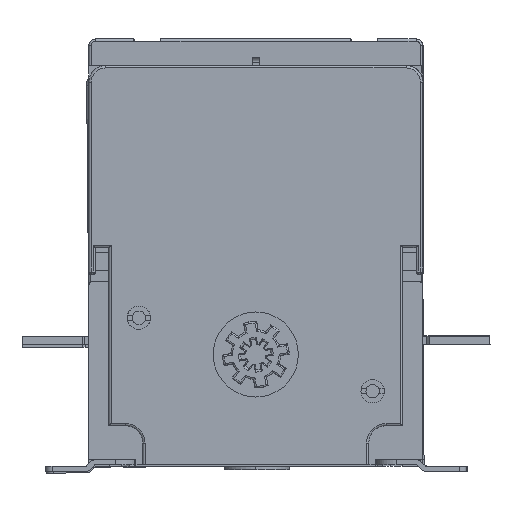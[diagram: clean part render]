
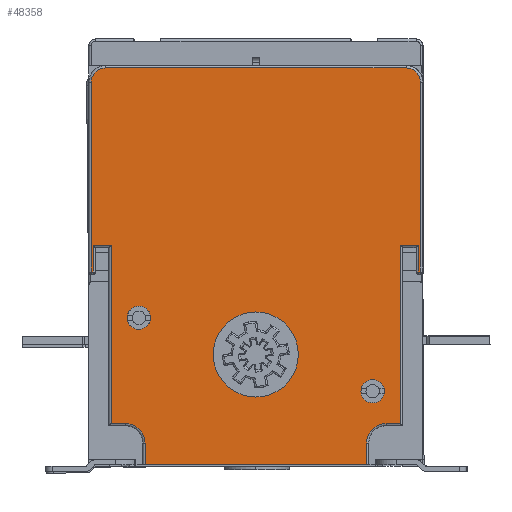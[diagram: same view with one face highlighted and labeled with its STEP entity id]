
A CAD part, front view. The second image highlights one B-rep face of the part: STEP entity #48358.
In plain terms, the highlighted planar face has unit normal (0, -1, 0).
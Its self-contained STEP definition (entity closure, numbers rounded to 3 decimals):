
#1817=DIRECTION('',(0.,0.,-1.));
#1818=VECTOR('',#1817,6.5);
#1819=CARTESIAN_POINT('',(-33.15,-54.,8.));
#1820=LINE('',#1819,#1818);
#1821=CARTESIAN_POINT('',(-39.,-54.,8.));
#1822=DIRECTION('',(0.,1.,0.));
#1823=DIRECTION('',(0.,0.,1.));
#1824=AXIS2_PLACEMENT_3D('',#1821,#1822,#1823);
#1826=DIRECTION('',(1.,0.,0.));
#1827=VECTOR('',#1826,4.3);
#1828=CARTESIAN_POINT('',(-43.3,-54.,13.85));
#1829=LINE('',#1828,#1827);
#1830=DIRECTION('',(0.,0.,1.));
#1831=VECTOR('',#1830,53.35);
#1832=CARTESIAN_POINT('',(-43.3,-54.,13.85));
#1833=LINE('',#1832,#1831);
#1834=DIRECTION('',(1.,0.,0.));
#1835=VECTOR('',#1834,5.4);
#1836=CARTESIAN_POINT('',(-48.7,-54.,67.2));
#1837=LINE('',#1836,#1835);
#1838=DIRECTION('',(0.,0.,1.));
#1839=VECTOR('',#1838,8.);
#1840=CARTESIAN_POINT('',(-48.7,-54.,59.2));
#1841=LINE('',#1840,#1839);
#1842=DIRECTION('',(1.,0.,0.));
#1843=VECTOR('',#1842,0.6);
#1844=CARTESIAN_POINT('',(-49.3,-54.,59.2));
#1845=LINE('',#1844,#1843);
#1846=DIRECTION('',(0.,0.,-1.));
#1847=VECTOR('',#1846,56.8);
#1848=CARTESIAN_POINT('',(-49.3,-54.,116.));
#1849=LINE('',#1848,#1847);
#1850=CARTESIAN_POINT('',(-45.,-54.,116.));
#1851=DIRECTION('',(0.,-1.,0.));
#1852=DIRECTION('',(0.,0.,1.));
#1853=AXIS2_PLACEMENT_3D('',#1850,#1851,#1852);
#1855=DIRECTION('',(-1.,0.,0.));
#1856=VECTOR('',#1855,90.);
#1857=CARTESIAN_POINT('',(45.,-54.,120.3));
#1858=LINE('',#1857,#1856);
#1859=CARTESIAN_POINT('',(45.,-54.,116.));
#1860=DIRECTION('',(0.,-1.,0.));
#1861=DIRECTION('',(1.,0.,0.));
#1862=AXIS2_PLACEMENT_3D('',#1859,#1860,#1861);
#1864=DIRECTION('',(0.,0.,1.));
#1865=VECTOR('',#1864,56.8);
#1866=CARTESIAN_POINT('',(49.3,-54.,59.2));
#1867=LINE('',#1866,#1865);
#1868=DIRECTION('',(1.,0.,0.));
#1869=VECTOR('',#1868,0.6);
#1870=CARTESIAN_POINT('',(48.7,-54.,59.2));
#1871=LINE('',#1870,#1869);
#1872=DIRECTION('',(0.,0.,-1.));
#1873=VECTOR('',#1872,8.);
#1874=CARTESIAN_POINT('',(48.7,-54.,67.2));
#1875=LINE('',#1874,#1873);
#1876=DIRECTION('',(1.,0.,0.));
#1877=VECTOR('',#1876,5.4);
#1878=CARTESIAN_POINT('',(43.3,-54.,67.2));
#1879=LINE('',#1878,#1877);
#1880=DIRECTION('',(0.,0.,-1.));
#1881=VECTOR('',#1880,53.35);
#1882=CARTESIAN_POINT('',(43.3,-54.,67.2));
#1883=LINE('',#1882,#1881);
#1884=DIRECTION('',(1.,0.,0.));
#1885=VECTOR('',#1884,4.3);
#1886=CARTESIAN_POINT('',(39.,-54.,13.85));
#1887=LINE('',#1886,#1885);
#1888=CARTESIAN_POINT('',(39.,-54.,8.));
#1889=DIRECTION('',(0.,1.,0.));
#1890=DIRECTION('',(-1.,0.,0.));
#1891=AXIS2_PLACEMENT_3D('',#1888,#1889,#1890);
#1893=DIRECTION('',(0.,0.,1.));
#1894=VECTOR('',#1893,6.5);
#1895=CARTESIAN_POINT('',(33.15,-54.,1.5));
#1896=LINE('',#1895,#1894);
#1897=DIRECTION('',(1.,0.,0.));
#1898=VECTOR('',#1897,66.3);
#1899=CARTESIAN_POINT('',(-33.15,-54.,1.5));
#1900=LINE('',#1899,#1898);
#1901=CARTESIAN_POINT('',(0.,-54.,
34.5));
#1902=DIRECTION('',(0.,1.,0.));
#1903=DIRECTION('',(0.,0.,-1.));
#1904=AXIS2_PLACEMENT_3D('',#1901,#1902,#1903);
#1906=CARTESIAN_POINT('',(0.,-54.,
34.5));
#1907=DIRECTION('',(0.,1.,0.));
#1908=DIRECTION('',(0.,0.,1.));
#1909=AXIS2_PLACEMENT_3D('',#1906,#1907,#1908);
#1911=CARTESIAN_POINT('',(-35.,-54.,45.5));
#1912=DIRECTION('',(0.,1.,0.));
#1913=DIRECTION('',(1.,0.,0.));
#1914=AXIS2_PLACEMENT_3D('',#1911,#1912,#1913);
#1916=CARTESIAN_POINT('',(-35.,-54.,45.5));
#1917=DIRECTION('',(0.,1.,0.));
#1918=DIRECTION('',(-1.,0.,0.));
#1919=AXIS2_PLACEMENT_3D('',#1916,#1917,#1918);
#1921=CARTESIAN_POINT('',(35.,-54.,23.5));
#1922=DIRECTION('',(0.,1.,0.));
#1923=DIRECTION('',(1.,0.,0.));
#1924=AXIS2_PLACEMENT_3D('',#1921,#1922,#1923);
#1926=CARTESIAN_POINT('',(35.,-54.,23.5));
#1927=DIRECTION('',(0.,1.,0.));
#1928=DIRECTION('',(-1.,0.,0.));
#1929=AXIS2_PLACEMENT_3D('',#1926,#1927,#1928);
#43185=CARTESIAN_POINT('',(-33.15,-54.,1.5));
#43187=VERTEX_POINT('',#43185);
#43191=CARTESIAN_POINT('',(-33.15,-54.,8.));
#43192=VERTEX_POINT('',#43191);
#43193=CARTESIAN_POINT('',(-39.,-54.,13.85));
#43194=VERTEX_POINT('',#43193);
#43197=CARTESIAN_POINT('',(-43.3,-54.,13.85));
#43198=VERTEX_POINT('',#43197);
#43201=CARTESIAN_POINT('',(-43.3,-54.,67.2));
#43202=VERTEX_POINT('',#43201);
#43207=CARTESIAN_POINT('',(-48.7,-54.,67.2));
#43208=VERTEX_POINT('',#43207);
#43210=CARTESIAN_POINT('',(33.15,-54.,1.5));
#43212=VERTEX_POINT('',#43210);
#43213=CARTESIAN_POINT('',(33.15,-54.,8.));
#43214=VERTEX_POINT('',#43213);
#43217=CARTESIAN_POINT('',(39.,-54.,13.85));
#43218=VERTEX_POINT('',#43217);
#43223=CARTESIAN_POINT('',(43.3,-54.,13.85));
#43224=VERTEX_POINT('',#43223);
#43225=CARTESIAN_POINT('',(43.3,-54.,67.2));
#43226=VERTEX_POINT('',#43225);
#43229=CARTESIAN_POINT('',(48.7,-54.,67.2));
#43230=VERTEX_POINT('',#43229);
#43235=CARTESIAN_POINT('',(-48.7,-54.,59.2));
#43236=VERTEX_POINT('',#43235);
#43239=CARTESIAN_POINT('',(-49.3,-54.,59.2));
#43240=VERTEX_POINT('',#43239);
#43245=CARTESIAN_POINT('',(-49.3,-54.,116.));
#43246=VERTEX_POINT('',#43245);
#43249=CARTESIAN_POINT('',(-45.,-54.,120.3));
#43250=VERTEX_POINT('',#43249);
#43253=CARTESIAN_POINT('',(45.,-54.,120.3));
#43254=VERTEX_POINT('',#43253);
#43257=CARTESIAN_POINT('',(49.3,-54.,116.));
#43258=VERTEX_POINT('',#43257);
#43261=CARTESIAN_POINT('',(49.3,-54.,59.2));
#43262=VERTEX_POINT('',#43261);
#43267=CARTESIAN_POINT('',(48.7,-54.,59.2));
#43268=VERTEX_POINT('',#43267);
#43273=CARTESIAN_POINT('',(0.,-54.,
21.75));
#43274=CARTESIAN_POINT('',(0.,-54.,
47.25));
#43275=VERTEX_POINT('',#43273);
#43276=VERTEX_POINT('',#43274);
#44023=CARTESIAN_POINT('',(-31.5,-54.,45.5));
#44024=CARTESIAN_POINT('',(-38.5,-54.,45.5));
#44025=VERTEX_POINT('',#44023);
#44026=VERTEX_POINT('',#44024);
#44071=CARTESIAN_POINT('',(38.5,-54.,23.5));
#44072=CARTESIAN_POINT('',(31.5,-54.,23.5));
#44073=VERTEX_POINT('',#44071);
#44074=VERTEX_POINT('',#44072);
#48295=CARTESIAN_POINT('',(0.,-54.,
61.15));
#48296=DIRECTION('',(0.,1.,0.));
#48297=DIRECTION('',(-1.,0.,0.));
#48298=AXIS2_PLACEMENT_3D('',#48295,#48296,#48297);
#48299=PLANE('',#48298);
#48301=ORIENTED_EDGE('',*,*,#48300,.F.);
#48303=ORIENTED_EDGE('',*,*,#48302,.F.);
#48304=ORIENTED_EDGE('',*,*,#48278,.F.);
#48306=ORIENTED_EDGE('',*,*,#48305,.T.);
#48308=ORIENTED_EDGE('',*,*,#48307,.F.);
#48310=ORIENTED_EDGE('',*,*,#48309,.F.);
#48312=ORIENTED_EDGE('',*,*,#48311,.F.);
#48314=ORIENTED_EDGE('',*,*,#48313,.F.);
#48316=ORIENTED_EDGE('',*,*,#48315,.F.);
#48318=ORIENTED_EDGE('',*,*,#48317,.F.);
#48320=ORIENTED_EDGE('',*,*,#48319,.F.);
#48322=ORIENTED_EDGE('',*,*,#48321,.F.);
#48324=ORIENTED_EDGE('',*,*,#48323,.F.);
#48326=ORIENTED_EDGE('',*,*,#48325,.F.);
#48328=ORIENTED_EDGE('',*,*,#48327,.F.);
#48330=ORIENTED_EDGE('',*,*,#48329,.T.);
#48332=ORIENTED_EDGE('',*,*,#48331,.F.);
#48334=ORIENTED_EDGE('',*,*,#48333,.F.);
#48336=ORIENTED_EDGE('',*,*,#48335,.F.);
#48337=ORIENTED_EDGE('',*,*,#47914,.F.);
#48338=EDGE_LOOP('',(#48301,#48303,#48304,#48306,#48308,#48310,#48312,#48314,
#48316,#48318,#48320,#48322,#48324,#48326,#48328,#48330,#48332,#48334,#48336,
#48337));
#48339=FACE_OUTER_BOUND('',#48338,.F.);
#48341=ORIENTED_EDGE('',*,*,#48340,.F.);
#48343=ORIENTED_EDGE('',*,*,#48342,.F.);
#48344=EDGE_LOOP('',(#48341,#48343));
#48345=FACE_BOUND('',#48344,.F.);
#48347=ORIENTED_EDGE('',*,*,#48346,.F.);
#48349=ORIENTED_EDGE('',*,*,#48348,.F.);
#48350=EDGE_LOOP('',(#48347,#48349));
#48351=FACE_BOUND('',#48350,.F.);
#48353=ORIENTED_EDGE('',*,*,#48352,.F.);
#48355=ORIENTED_EDGE('',*,*,#48354,.F.);
#48356=EDGE_LOOP('',(#48353,#48355));
#48357=FACE_BOUND('',#48356,.F.);
#1825=CIRCLE('',#1824,5.85);
#1854=CIRCLE('',#1853,4.3);
#1863=CIRCLE('',#1862,4.3);
#1892=CIRCLE('',#1891,5.85);
#1905=CIRCLE('',#1904,12.75);
#1910=CIRCLE('',#1909,12.75);
#1915=CIRCLE('',#1914,3.5);
#1920=CIRCLE('',#1919,3.5);
#1925=CIRCLE('',#1924,3.5);
#1930=CIRCLE('',#1929,3.5);
#47914=EDGE_CURVE('',#43187,#43212,#1900,.T.);
#48278=EDGE_CURVE('',#43198,#43194,#1829,.T.);
#48300=EDGE_CURVE('',#43192,#43187,#1820,.T.);
#48302=EDGE_CURVE('',#43194,#43192,#1825,.T.);
#48305=EDGE_CURVE('',#43198,#43202,#1833,.T.);
#48307=EDGE_CURVE('',#43208,#43202,#1837,.T.);
#48309=EDGE_CURVE('',#43236,#43208,#1841,.T.);
#48311=EDGE_CURVE('',#43240,#43236,#1845,.T.);
#48313=EDGE_CURVE('',#43246,#43240,#1849,.T.);
#48315=EDGE_CURVE('',#43250,#43246,#1854,.T.);
#48317=EDGE_CURVE('',#43254,#43250,#1858,.T.);
#48319=EDGE_CURVE('',#43258,#43254,#1863,.T.);
#48321=EDGE_CURVE('',#43262,#43258,#1867,.T.);
#48323=EDGE_CURVE('',#43268,#43262,#1871,.T.);
#48325=EDGE_CURVE('',#43230,#43268,#1875,.T.);
#48327=EDGE_CURVE('',#43226,#43230,#1879,.T.);
#48329=EDGE_CURVE('',#43226,#43224,#1883,.T.);
#48331=EDGE_CURVE('',#43218,#43224,#1887,.T.);
#48333=EDGE_CURVE('',#43214,#43218,#1892,.T.);
#48335=EDGE_CURVE('',#43212,#43214,#1896,.T.);
#48340=EDGE_CURVE('',#43275,#43276,#1905,.T.);
#48342=EDGE_CURVE('',#43276,#43275,#1910,.T.);
#48346=EDGE_CURVE('',#44025,#44026,#1915,.T.);
#48348=EDGE_CURVE('',#44026,#44025,#1920,.T.);
#48352=EDGE_CURVE('',#44073,#44074,#1925,.T.);
#48354=EDGE_CURVE('',#44074,#44073,#1930,.T.);
#48358=ADVANCED_FACE('',(#48339,#48345,#48351,#48357),#48299,.F.);
